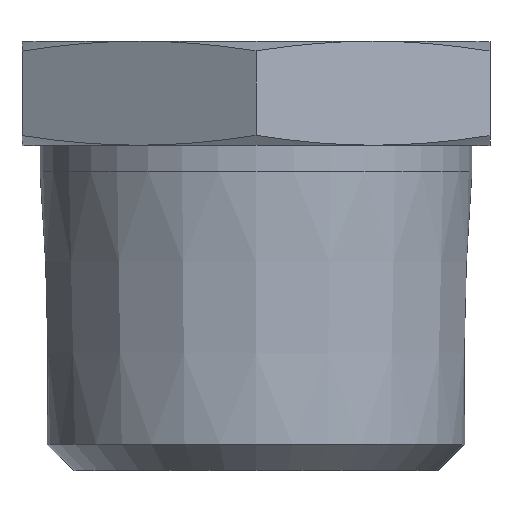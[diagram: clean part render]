
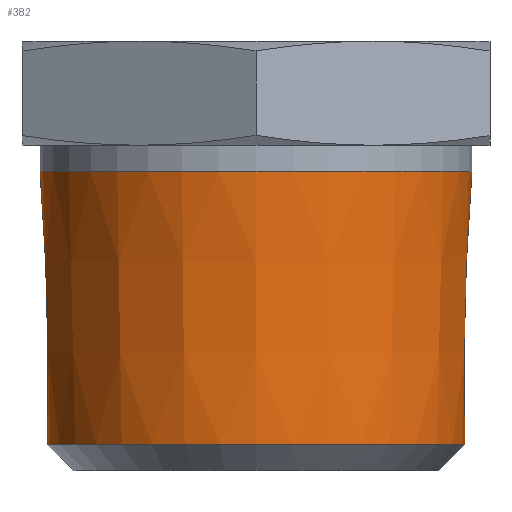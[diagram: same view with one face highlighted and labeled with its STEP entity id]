
A CAD part, top view. The second image highlights one B-rep face of the part: STEP entity #382.
In plain terms, the highlighted conical face has half-angle 1.47 degrees and reference radius 16.319 mm.
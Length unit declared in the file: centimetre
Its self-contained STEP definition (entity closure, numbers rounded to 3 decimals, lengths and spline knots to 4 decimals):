
#65=FACE_BOUND('',#103,.T.);
#73=FACE_OUTER_BOUND('',#102,.T.);
#102=EDGE_LOOP('',(#240));
#103=EDGE_LOOP('',(#241));
#136=CIRCLE('',#412,1.6075);
#138=CIRCLE('',#415,1.6614);
#156=VERTEX_POINT('',#565);
#158=VERTEX_POINT('',#570);
#188=EDGE_CURVE('',#156,#156,#136,.T.);
#190=EDGE_CURVE('',#158,#158,#138,.T.);
#240=ORIENTED_EDGE('',*,*,#190,.F.);
#241=ORIENTED_EDGE('',*,*,#188,.F.);
#339=CONICAL_SURFACE('',#414,1.6319,1.47);
#382=ADVANCED_FACE('',(#73,#65),#339,.T.);
#412=AXIS2_PLACEMENT_3D('',#566,#463,#464);
#414=AXIS2_PLACEMENT_3D('',#569,#467,#468);
#415=AXIS2_PLACEMENT_3D('',#571,#469,#470);
#463=DIRECTION('center_axis',(0.,-1.,0.));
#464=DIRECTION('ref_axis',(0.,0.,1.));
#467=DIRECTION('center_axis',(0.,1.,0.));
#468=DIRECTION('ref_axis',(0.,0.,-1.));
#469=DIRECTION('center_axis',(0.,1.,0.));
#470=DIRECTION('ref_axis',(0.,0.,-1.));
#565=CARTESIAN_POINT('',(0.,0.1999,-1.6075));
#566=CARTESIAN_POINT('Origin',(0.,0.1999,0.));
#569=CARTESIAN_POINT('Origin',(0.,1.15,0.));
#570=CARTESIAN_POINT('',(0.,2.3,-1.6614));
#571=CARTESIAN_POINT('Origin',(0.,2.3,0.));
